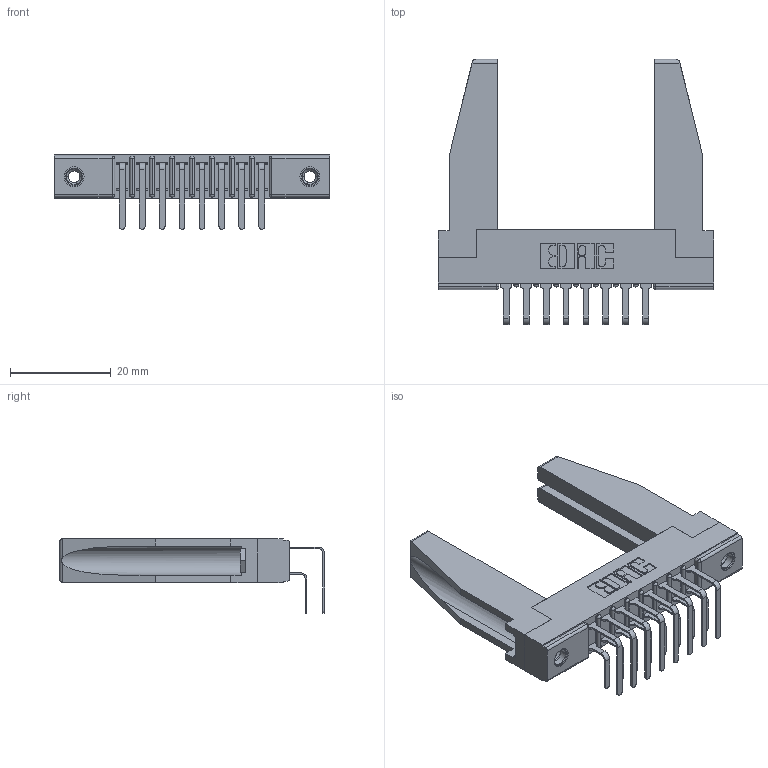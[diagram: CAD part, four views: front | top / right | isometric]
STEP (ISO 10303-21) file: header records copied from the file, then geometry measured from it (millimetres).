
FILE_DESCRIPTION (( 'STEP AP203' ), '1' );
FILE_NAME ('357-016-458-278.STEP', '2020-10-02T19:41:17', ( '' ), ( '' ), 'SwSTEP 2.0', 'SolidWorks 2020', '' );
FILE_SCHEMA (( 'CONFIG_CONTROL_DESIGN' ));
Length unit declared in the file: inch
Products named in the file (6): 307 Part_.156 Dia Mounting Holes; 345-250-001_345-250-001-102; 307-290-001_558 559 - 1 (Single); 357-016-458-278; 307-220-078; 307-290-001_558 - 2 (Single)
Assembly tree (21 placements, depth 2):
  357-016-458-278
    307 Part_.156 Dia Mounting Holes
    307-290-001_558 559 - 1 (Single)  x8
    307-290-001_558 - 2 (Single)  x8
    307-220-078  x2
    345-250-001_345-250-001-102  x2
Bounding box: 54.71 x 52.67 x 14.81 mm (x, y, z)
Volume: 7644.6 mm3; surface area: 9942.2 mm2
Topology: 21 solids, 21 shells, 1057 faces, 2925 edges, 1894 vertices
Faces by surface type: plane 682, cylinder 341, sphere 18, cone 12, torus 4
Entity records: 15192 total; most frequent: CARTESIAN_POINT 2508, ORIENTED_EDGE 2440, DIRECTION 2424, EDGE_CURVE 1220, LINE 924, VECTOR 924, VERTEX_POINT 792, AXIS2_PLACEMENT_3D 750
